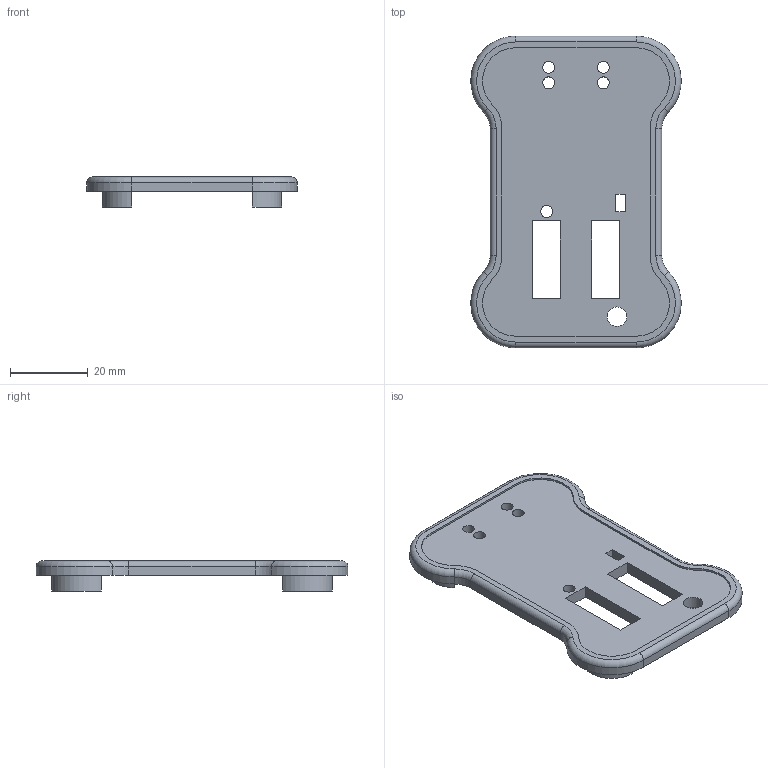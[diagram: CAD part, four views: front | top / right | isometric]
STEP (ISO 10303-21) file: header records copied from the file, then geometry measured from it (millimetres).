
FILE_DESCRIPTION(/* description */ (''),/* implementation_level */ '2;1');
FILE_NAME(/* name */ 'tiny-scarab-v0.2-cover.step',/* time_stamp */ '2024-02-16T14:46:17+01:00',/* author */ (''),/* organization */ (''),/* preprocessor_version */ 'ST-DEVELOPER v20',/* originating_system */ 'Autodesk Translation Framework v12.20.1.177',/* authorisation */ '');
FILE_SCHEMA (('AUTOMOTIVE_DESIGN { 1 0 10303 214 3 1 1 }'));
Length unit declared in the file: millimetre
Products named in the file (1): tiny-scarab-v0.2-cover
Bounding box: 53.95 x 80 x 7.7 mm (x, y, z)
Volume: 12104.9 mm3; surface area: 9468.2 mm2
Topology: 5 solids, 5 shells, 89 faces, 210 edges, 136 vertices
Faces by surface type: cylinder 40, plane 37, torus 8, bspline 4
Full cylindrical faces by diameter (mm): 2.26 x8, 3.07 x5, 5 x1
Entity records: 2664 total; most frequent: CARTESIAN_POINT 472, DIRECTION 466, ORIENTED_EDGE 420, EDGE_CURVE 210, AXIS2_PLACEMENT_3D 178, VERTEX_POINT 136, EDGE_LOOP 120, LINE 110
